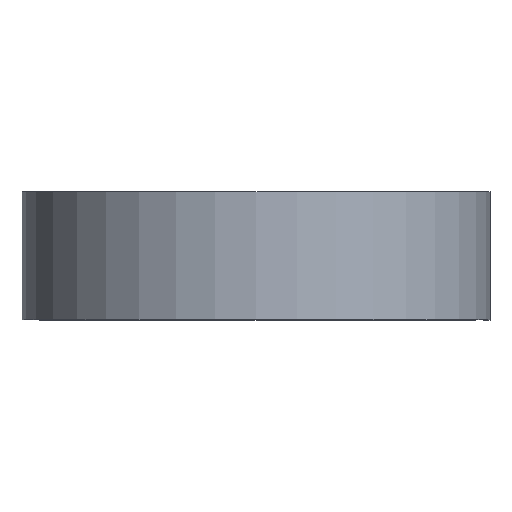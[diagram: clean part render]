
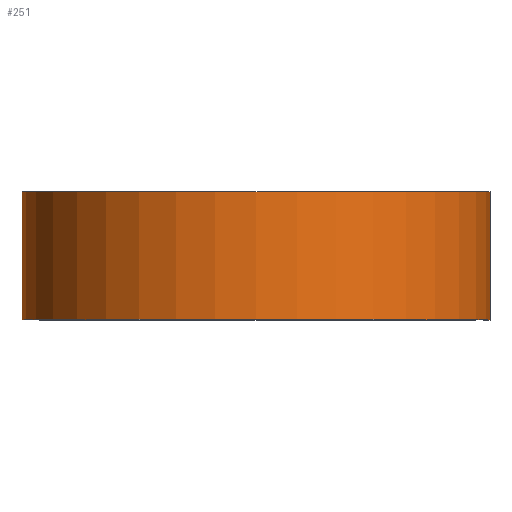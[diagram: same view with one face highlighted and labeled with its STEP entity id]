
A CAD part, top view. The second image highlights one B-rep face of the part: STEP entity #251.
In plain terms, the highlighted cylindrical face has radius 46.457 mm (diameter 92.913 mm), a partial arc.
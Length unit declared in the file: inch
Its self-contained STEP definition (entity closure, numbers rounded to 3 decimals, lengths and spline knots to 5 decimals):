
#37 = DIRECTION ( 'NONE',  ( 0., 1., 0. ) ) ;
#53 = CARTESIAN_POINT ( 'NONE',  ( 0., 0.5, -1.829 ) ) ;
#69 = LINE ( 'NONE', #53, #452 ) ;
#85 = CYLINDRICAL_SURFACE ( 'NONE', #455, 1.829 ) ;
#87 = DIRECTION ( 'NONE',  ( 0., -1., 0. ) ) ;
#94 = DIRECTION ( 'NONE',  ( 1., 0., 0. ) ) ;
#101 = CARTESIAN_POINT ( 'NONE',  ( 0., 0.5, 0. ) ) ;
#146 = CARTESIAN_POINT ( 'NONE',  ( 0., 0.5, -1.829 ) ) ;
#152 = ORIENTED_EDGE ( 'NONE', *, *, #430, .F. ) ;
#161 = ORIENTED_EDGE ( 'NONE', *, *, #228, .T. ) ;
#191 = CIRCLE ( 'NONE', #206, 1.829 ) ;
#206 = AXIS2_PLACEMENT_3D ( 'NONE', #311, #37, #94 ) ;
#220 = CIRCLE ( 'NONE', #242, 1.829 ) ;
#228 = EDGE_CURVE ( 'NONE', #406, #557, #69, .T. ) ;
#240 = FACE_OUTER_BOUND ( 'NONE', #627, .T. ) ;
#242 = AXIS2_PLACEMENT_3D ( 'NONE', #711, #413, #345 ) ;
#251 = ADVANCED_FACE ( 'NONE', ( #240 ), #85, .T. ) ;
#272 = CARTESIAN_POINT ( 'NONE',  ( 1.829, 0.5, 0. ) ) ;
#288 = DIRECTION ( 'NONE',  ( 0., -1., 0. ) ) ;
#311 = CARTESIAN_POINT ( 'NONE',  ( 0., 0.5, 0. ) ) ;
#315 = VERTEX_POINT ( 'NONE', #350 ) ;
#317 = ORIENTED_EDGE ( 'NONE', *, *, #412, .T. ) ;
#345 = DIRECTION ( 'NONE',  ( 1., 0., 0. ) ) ;
#350 = CARTESIAN_POINT ( 'NONE',  ( 1.829, -0.5, 0. ) ) ;
#365 = EDGE_CURVE ( 'NONE', #678, #315, #544, .T. ) ;
#406 = VERTEX_POINT ( 'NONE', #146 ) ;
#412 = EDGE_CURVE ( 'NONE', #557, #315, #220, .T. ) ;
#413 = DIRECTION ( 'NONE',  ( 0., 1., 0. ) ) ;
#430 = EDGE_CURVE ( 'NONE', #406, #678, #191, .T. ) ;
#452 = VECTOR ( 'NONE', #87, 39.37008 ) ;
#455 = AXIS2_PLACEMENT_3D ( 'NONE', #101, #288, #560 ) ;
#519 = CARTESIAN_POINT ( 'NONE',  ( 1.829, 0.5, 0. ) ) ;
#533 = VECTOR ( 'NONE', #572, 39.37008 ) ;
#544 = LINE ( 'NONE', #519, #533 ) ;
#557 = VERTEX_POINT ( 'NONE', #636 ) ;
#560 = DIRECTION ( 'NONE',  ( 0., 0., -1. ) ) ;
#572 = DIRECTION ( 'NONE',  ( 0., -1., 0. ) ) ;
#627 = EDGE_LOOP ( 'NONE', ( #317, #652, #152, #161 ) ) ;
#636 = CARTESIAN_POINT ( 'NONE',  ( 0., -0.5, -1.829 ) ) ;
#652 = ORIENTED_EDGE ( 'NONE', *, *, #365, .F. ) ;
#678 = VERTEX_POINT ( 'NONE', #272 ) ;
#711 = CARTESIAN_POINT ( 'NONE',  ( 0., -0.5, 0. ) ) ;
